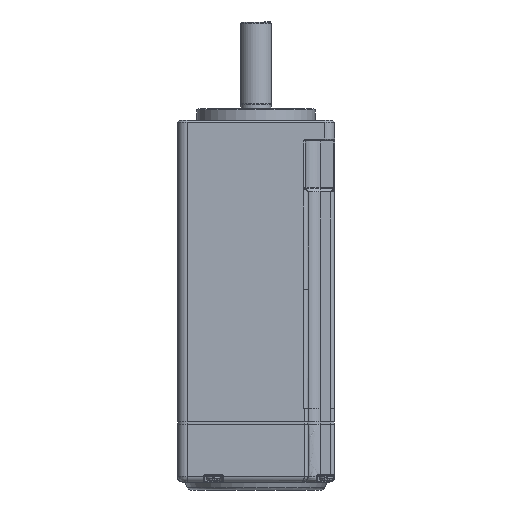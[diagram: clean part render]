
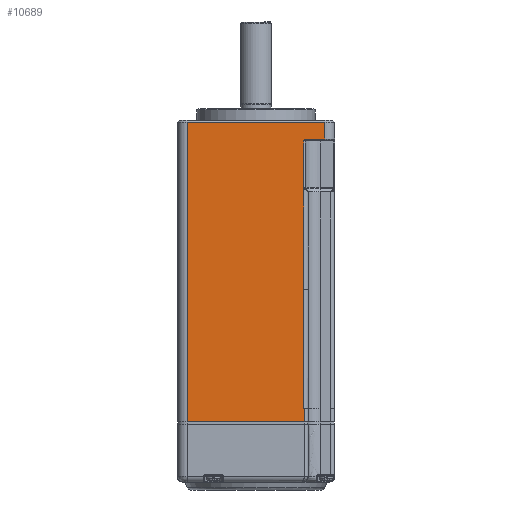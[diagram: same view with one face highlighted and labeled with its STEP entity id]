
A CAD part, front view. The second image highlights one B-rep face of the part: STEP entity #10689.
In plain terms, the highlighted planar face has unit normal (0, -1, 0).
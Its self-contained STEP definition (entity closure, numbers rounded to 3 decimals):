
#166=CARTESIAN_POINT('',(12.26,-19.998,-59.2));
#167=VERTEX_POINT('',#166);
#175=CARTESIAN_POINT('',(-17.5,-20.,-59.2));
#176=VERTEX_POINT('',#175);
#177=CARTESIAN_POINT('',(12.26,-19.998,-59.2));
#178=DIRECTION('',(-1.,0.,0.));
#179=VECTOR('',#178,29.76);
#180=LINE('',#177,#179);
#181=EDGE_CURVE('',#167,#176,#180,.T.);
#694=CARTESIAN_POINT('',(12.26,-20.,-55.9));
#695=VERTEX_POINT('',#694);
#696=CARTESIAN_POINT('',(12.26,-20.,-55.9));
#697=DIRECTION('',(0.,0.001,-1.));
#698=VECTOR('',#697,3.3);
#699=LINE('',#696,#698);
#700=EDGE_CURVE('',#695,#167,#699,.T.);
#1411=CARTESIAN_POINT('',(12.16,-20.,-55.9));
#1412=VERTEX_POINT('',#1411);
#1413=CARTESIAN_POINT('',(12.16,-20.,-55.9));
#1414=DIRECTION('',(1.,0.,0.));
#1415=VECTOR('',#1414,0.1);
#1416=LINE('',#1413,#1415);
#1417=EDGE_CURVE('',#1412,#695,#1416,.T.);
#1428=CARTESIAN_POINT('',(12.162,-20.,-25.5));
#1429=VERTEX_POINT('',#1428);
#1438=CARTESIAN_POINT('',(12.162,-20.,-25.5));
#1439=DIRECTION('',(0.,0.,-1.));
#1440=VECTOR('',#1439,30.4);
#1441=LINE('',#1438,#1440);
#1442=EDGE_CURVE('',#1429,#1412,#1441,.T.);
#10611=CARTESIAN_POINT('',(-2.669,-20.,-21.2));
#10612=DIRECTION('',(0.,0.,1.));
#10613=DIRECTION('',(0.,-1.,0.));
#10614=AXIS2_PLACEMENT_3D('',#10611,#10613,#10612);
#10615=PLANE('',#10614);
#10616=CARTESIAN_POINT('',(-17.5,-20.,16.8));
#10617=VERTEX_POINT('',#10616);
#10618=CARTESIAN_POINT('',(-17.5,-20.,16.8));
#10619=DIRECTION('',(0.,0.,-1.));
#10620=VECTOR('',#10619,76.);
#10621=LINE('',#10618,#10620);
#10622=EDGE_CURVE('',#10617,#176,#10621,.T.);
#10623=ORIENTED_EDGE('',*,*,#10622,.T.);
#10624=ORIENTED_EDGE('',*,*,#181,.F.);
#10625=ORIENTED_EDGE('',*,*,#700,.F.);
#10626=ORIENTED_EDGE('',*,*,#1417,.F.);
#10627=ORIENTED_EDGE('',*,*,#1442,.F.);
#10628=CARTESIAN_POINT('',(12.163,-20.,0.167));
#10629=VERTEX_POINT('',#10628);
#10630=CARTESIAN_POINT('',(12.161,-20.,-25.5));
#10631=CARTESIAN_POINT('',(12.162,-20.,-16.95));
#10632=CARTESIAN_POINT('',(12.162,-20.,-8.4));
#10633=CARTESIAN_POINT('',(12.163,-20.,-1.744));
#10634=CARTESIAN_POINT('',(12.163,-20.,-0.789));
#10635=CARTESIAN_POINT('',(12.163,-20.,0.167));
#10636=B_SPLINE_CURVE_WITH_KNOTS('',3,(#10630,#10631,#10632,#10633,#10634,#10635),.UNSPECIFIED.,.F.,.U.,(4,2,4),(0.,0.5,0.584),.UNSPECIFIED.);
#10637=EDGE_CURVE('',#1429,#10629,#10636,.T.);
#10638=ORIENTED_EDGE('',*,*,#10637,.T.);
#10639=CARTESIAN_POINT('',(12.16,-20.,0.227));
#10640=VERTEX_POINT('',#10639);
#10641=CARTESIAN_POINT('',(12.76,-20.,0.227));
#10642=DIRECTION('',(-0.995,0.,-0.101));
#10643=DIRECTION('',(0.,1.,0.));
#10644=AXIS2_PLACEMENT_3D('',#10641,#10643,#10642);
#10645=CIRCLE('',#10644,0.6);
#10646=EDGE_CURVE('',#10629,#10640,#10645,.T.);
#10647=ORIENTED_EDGE('',*,*,#10646,.T.);
#10648=CARTESIAN_POINT('',(12.16,-20.,12.1));
#10649=VERTEX_POINT('',#10648);
#10650=CARTESIAN_POINT('',(12.16,-20.,0.227));
#10651=DIRECTION('',(0.,0.,1.));
#10652=VECTOR('',#10651,11.873);
#10653=LINE('',#10650,#10652);
#10654=EDGE_CURVE('',#10640,#10649,#10653,.T.);
#10655=ORIENTED_EDGE('',*,*,#10654,.T.);
#10656=CARTESIAN_POINT('',(12.66,-20.,12.6));
#10657=VERTEX_POINT('',#10656);
#10658=CARTESIAN_POINT('',(12.66,-20.,12.1));
#10659=DIRECTION('',(-1.,0.,0.));
#10660=DIRECTION('',(-0.,1.,0.));
#10661=AXIS2_PLACEMENT_3D('',#10658,#10660,#10659);
#10662=CIRCLE('',#10661,0.5);
#10663=EDGE_CURVE('',#10649,#10657,#10662,.T.);
#10664=ORIENTED_EDGE('',*,*,#10663,.T.);
#10665=CARTESIAN_POINT('',(17.5,-20.,12.6));
#10666=VERTEX_POINT('',#10665);
#10667=CARTESIAN_POINT('',(12.66,-20.,12.6));
#10668=DIRECTION('',(1.,0.,0.));
#10669=VECTOR('',#10668,4.84);
#10670=LINE('',#10667,#10669);
#10671=EDGE_CURVE('',#10657,#10666,#10670,.T.);
#10672=ORIENTED_EDGE('',*,*,#10671,.T.);
#10673=CARTESIAN_POINT('',(17.5,-20.,16.8));
#10674=VERTEX_POINT('',#10673);
#10675=CARTESIAN_POINT('',(17.5,-20.,12.6));
#10676=DIRECTION('',(0.,0.,1.));
#10677=VECTOR('',#10676,4.2);
#10678=LINE('',#10675,#10677);
#10679=EDGE_CURVE('',#10666,#10674,#10678,.T.);
#10680=ORIENTED_EDGE('',*,*,#10679,.T.);
#10681=CARTESIAN_POINT('',(17.5,-20.,16.8));
#10682=DIRECTION('',(-1.,0.,0.));
#10683=VECTOR('',#10682,35.);
#10684=LINE('',#10681,#10683);
#10685=EDGE_CURVE('',#10674,#10617,#10684,.T.);
#10686=ORIENTED_EDGE('',*,*,#10685,.T.);
#10687=EDGE_LOOP('',(#10623,#10624,#10625,#10626,#10627,#10638,#10647,#10655,#10664,#10672,#10680,#10686));
#10688=FACE_OUTER_BOUND('',#10687,.T.);
#10689=ADVANCED_FACE('',(#10688),#10615,.T.);
